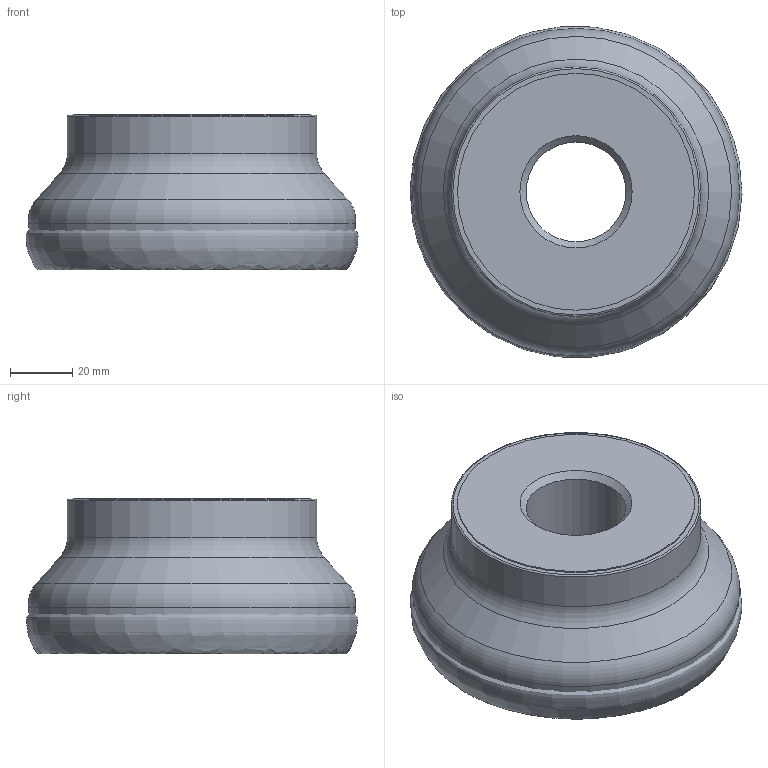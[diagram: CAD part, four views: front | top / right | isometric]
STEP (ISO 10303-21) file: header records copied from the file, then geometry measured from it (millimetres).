
FILE_DESCRIPTION(/* description */ (''),/* implementation_level */ '2;1');
FILE_NAME(/* name */ '1551769262199.stp',/* time_stamp */ '2019-03-05T12:31:15+05:00',/* author */ (''),/* organization */ ('SMS'),/* preprocessor_version */ 'ST-DEVELOPER v15',/* originating_system */ 'SIEMENS PLM Software NX 8.5',/* authorisation */ '');
FILE_SCHEMA (('AUTOMOTIVE_DESIGN { 1 0 10303 214 3 1 1 1 }'));
Length unit declared in the file: millimetre
Products named in the file (4): ASSEMBLY_CONSTRUCTION; 202047346mod000_00; 202157064mod000_00; 202157062mod000_00
Assembly tree (3 placements, depth 2):
  202157062mod000_00
    202157064mod000_00
    202047346mod000_00
    ASSEMBLY_CONSTRUCTION
Bounding box: 106.48 x 106.1 x 49.99 mm (x, y, z)
Volume: 313369.6 mm3; surface area: 46280 mm2
Topology: 2 solids, 2 shells, 28 faces, 55 edges, 51 vertices
Faces by surface type: cone 11, torus 6, plane 6, cylinder 4, bspline 1
Full cylindrical faces by diameter (mm): 32.013 x1, 45 x1, 76 x1, 80 x1
Entity records: 20336 total; most frequent: CARTESIAN_POINT 19556, DIRECTION 150, AXIS2_PLACEMENT_3D 75, FACE_BOUND 55, EDGE_LOOP 54, ORIENTED_EDGE 54, STYLED_ITEM 38, PRESENTATION_STYLE_ASSIGNMENT 38
